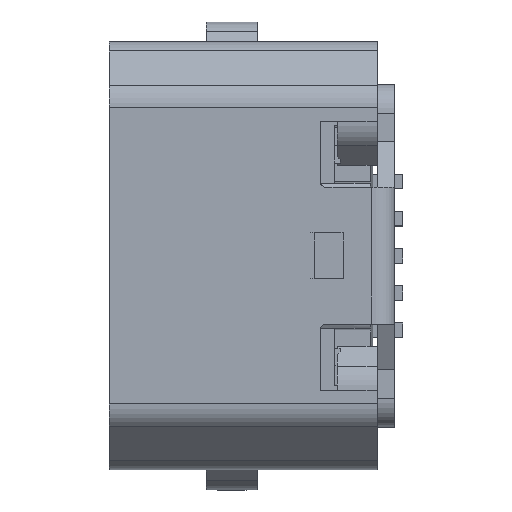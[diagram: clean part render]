
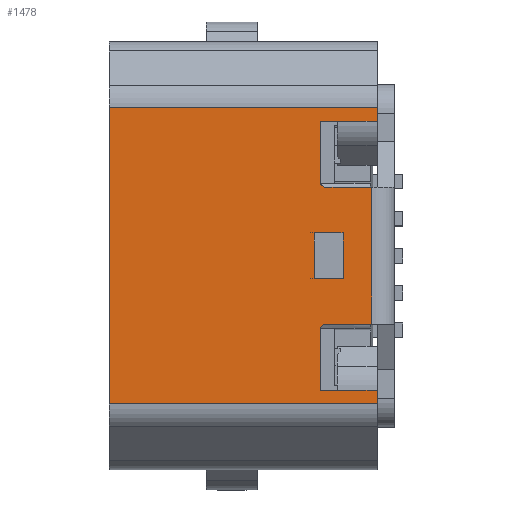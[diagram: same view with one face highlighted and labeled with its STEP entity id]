
A CAD part, top view. The second image highlights one B-rep face of the part: STEP entity #1478.
In plain terms, the highlighted planar face has unit normal (0, 0, 1).
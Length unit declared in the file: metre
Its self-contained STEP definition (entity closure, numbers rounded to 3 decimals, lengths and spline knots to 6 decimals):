
#1478 = ADVANCED_FACE( '', ( #4265, #4266 ), #4267, .T. );
#1558 = EDGE_CURVE( '', #4413, #4414, #4415, .T. );
#1602 = EDGE_CURVE( '', #4493, #4494, #4495, .T. );
#1692 = EDGE_CURVE( '', #4646, #4099, #4647, .T. );
#2068 = EDGE_CURVE( '', #5254, #4511, #5255, .T. );
#2194 = EDGE_CURVE( '', #4414, #4427, #5442, .T. );
#2322 = EDGE_CURVE( '', #4685, #4413, #5625, .T. );
#2682 = EDGE_CURVE( '', #6106, #6107, #6108, .T. );
#2686 = EDGE_CURVE( '', #6113, #4181, #6114, .T. );
#2716 = EDGE_CURVE( '', #5036, #6113, #6152, .T. );
#2758 = EDGE_CURVE( '', #4181, #6208, #6209, .T. );
#2836 = EDGE_CURVE( '', #4705, #6106, #6307, .T. );
#2950 = EDGE_CURVE( '', #4109, #4494, #6453, .T. );
#3018 = EDGE_CURVE( '', #5317, #6535, #6536, .T. );
#3090 = EDGE_CURVE( '', #4685, #4427, #6618, .T. );
#3146 = EDGE_CURVE( '', #6535, #6208, #6688, .T. );
#3388 = EDGE_CURVE( '', #4511, #4493, #6975, .T. );
#3586 = EDGE_CURVE( '', #4646, #5036, #7207, .T. );
#3614 = EDGE_CURVE( '', #4705, #5254, #7240, .T. );
#3724 = EDGE_CURVE( '', #4109, #5317, #7367, .T. );
#3986 = EDGE_CURVE( '', #6107, #4099, #7661, .T. );
#4099 = VERTEX_POINT( '', #7795 );
#4109 = VERTEX_POINT( '', #7808 );
#4181 = VERTEX_POINT( '', #7906 );
#4265 = FACE_OUTER_BOUND( '', #8021, .T. );
#4266 = FACE_BOUND( '', #8022, .T. );
#4267 = PLANE( '', #8023 );
#4413 = VERTEX_POINT( '', #8231 );
#4414 = VERTEX_POINT( '', #8232 );
#4415 = LINE( '', #8233, #8234 );
#4427 = VERTEX_POINT( '', #8250 );
#4493 = VERTEX_POINT( '', #8339 );
#4494 = VERTEX_POINT( '', #8340 );
#4495 = LINE( '', #8341, #8342 );
#4511 = VERTEX_POINT( '', #8363 );
#4646 = VERTEX_POINT( '', #8554 );
#4647 = LINE( '', #8555, #8556 );
#4685 = VERTEX_POINT( '', #8611 );
#4705 = VERTEX_POINT( '', #8642 );
#5036 = VERTEX_POINT( '', #9103 );
#5254 = VERTEX_POINT( '', #9430 );
#5255 = LINE( '', #9431, #9432 );
#5317 = VERTEX_POINT( '', #9516 );
#5442 = LINE( '', #9694, #9695 );
#5625 = LINE( '', #9955, #9956 );
#6106 = VERTEX_POINT( '', #10707 );
#6107 = VERTEX_POINT( '', #10708 );
#6108 = LINE( '', #10709, #10710 );
#6113 = VERTEX_POINT( '', #10716 );
#6114 = LINE( '', #10717, #10718 );
#6152 = LINE( '', #10776, #10777 );
#6208 = VERTEX_POINT( '', #10858 );
#6209 = LINE( '', #10859, #10860 );
#6307 = LINE( '', #11008, #11009 );
#6453 = LINE( '', #11228, #11229 );
#6535 = VERTEX_POINT( '', #11362 );
#6536 = CIRCLE( '', #11363, 0.0001 );
#6618 = LINE( '', #11492, #11493 );
#6688 = LINE( '', #11596, #11597 );
#6975 = CIRCLE( '', #12039, 0.0001 );
#7207 = LINE( '', #12403, #12404 );
#7240 = LINE( '', #12456, #12457 );
#7367 = LINE( '', #12656, #12657 );
#7661 = LINE( '', #13126, #13127 );
#7795 = CARTESIAN_POINT( '', ( -0.001788, -0.002587, 0.002478 ) );
#7808 = CARTESIAN_POINT( '', ( 0.002812, 0.001209, 0.002478 ) );
#7906 = CARTESIAN_POINT( '', ( 0.002212, 0.002369, 0.002478 ) );
#8021 = EDGE_LOOP( '', ( #13407, #13408, #13409, #13410, #13411, #13412, #13413, #13414, #13415, #13416, #13417, #13418, #13419, #13420, #13421, #13422 ) );
#8022 = EDGE_LOOP( '', ( #13423, #13424, #13425, #13426 ) );
#8023 = AXIS2_PLACEMENT_3D( '', #13427, #13428, #13429 );
#8231 = CARTESIAN_POINT( '', ( 0.002312, 0.000409, 0.002478 ) );
#8232 = CARTESIAN_POINT( '', ( 0.002312, -0.000391, 0.002478 ) );
#8233 = CARTESIAN_POINT( '', ( 0.002312, 0.000409, 0.002478 ) );
#8234 = VECTOR( '', #13551, 1. );
#8250 = CARTESIAN_POINT( '', ( 0.001812, -0.000391, 0.002478 ) );
#8339 = CARTESIAN_POINT( '', ( 0.002012, -0.001191, 0.002478 ) );
#8340 = CARTESIAN_POINT( '', ( 0.002812, -0.001191, 0.002478 ) );
#8341 = CARTESIAN_POINT( '', ( 0.002012, -0.001191, 0.002478 ) );
#8342 = VECTOR( '', #13668, 1. );
#8363 = CARTESIAN_POINT( '', ( 0.001912, -0.001291, 0.002478 ) );
#8554 = CARTESIAN_POINT( '', ( -0.001788, 0.002606, 0.002478 ) );
#8555 = CARTESIAN_POINT( '', ( -0.001788, 0.002606, 0.002478 ) );
#8556 = VECTOR( '', #13869, 1. );
#8611 = CARTESIAN_POINT( '', ( 0.001812, 0.000409, 0.002478 ) );
#8642 = CARTESIAN_POINT( '', ( 0.002212, -0.002351, 0.002478 ) );
#9103 = CARTESIAN_POINT( '', ( 0.002912, 0.002606, 0.002478 ) );
#9430 = CARTESIAN_POINT( '', ( 0.001912, -0.002351, 0.002478 ) );
#9431 = CARTESIAN_POINT( '', ( 0.001912, -0.002351, 0.002478 ) );
#9432 = VECTOR( '', #14477, 1. );
#9516 = CARTESIAN_POINT( '', ( 0.002012, 0.001209, 0.002478 ) );
#9694 = CARTESIAN_POINT( '', ( 0.002312, -0.000391, 0.002478 ) );
#9695 = VECTOR( '', #14729, 1. );
#9955 = CARTESIAN_POINT( '', ( 0.001812, 0.000409, 0.002478 ) );
#9956 = VECTOR( '', #15021, 1. );
#10707 = CARTESIAN_POINT( '', ( 0.002912, -0.002351, 0.002478 ) );
#10708 = CARTESIAN_POINT( '', ( 0.002912, -0.002587, 0.002478 ) );
#10709 = CARTESIAN_POINT( '', ( 0.002912, -0.002351, 0.002478 ) );
#10710 = VECTOR( '', #15560, 1. );
#10716 = CARTESIAN_POINT( '', ( 0.002912, 0.002369, 0.002478 ) );
#10717 = CARTESIAN_POINT( '', ( 0.002912, 0.002369, 0.002478 ) );
#10718 = VECTOR( '', #15569, 1. );
#10776 = CARTESIAN_POINT( '', ( 0.002912, 0.002606, 0.002478 ) );
#10777 = VECTOR( '', #15616, 1. );
#10858 = CARTESIAN_POINT( '', ( 0.001912, 0.002369, 0.002478 ) );
#10859 = CARTESIAN_POINT( '', ( 0.002212, 0.002369, 0.002478 ) );
#10860 = VECTOR( '', #15694, 1. );
#11008 = CARTESIAN_POINT( '', ( 0.002212, -0.002351, 0.002478 ) );
#11009 = VECTOR( '', #15841, 1. );
#11228 = CARTESIAN_POINT( '', ( 0.002812, 0.001209, 0.002478 ) );
#11229 = VECTOR( '', #16041, 1. );
#11362 = CARTESIAN_POINT( '', ( 0.001912, 0.001309, 0.002478 ) );
#11363 = AXIS2_PLACEMENT_3D( '', #16131, #16132, #16133 );
#11492 = CARTESIAN_POINT( '', ( 0.001812, 0.000409, 0.002478 ) );
#11493 = VECTOR( '', #16260, 1. );
#11596 = CARTESIAN_POINT( '', ( 0.001912, 0.001309, 0.002478 ) );
#11597 = VECTOR( '', #16364, 1. );
#12039 = AXIS2_PLACEMENT_3D( '', #16818, #16819, #16820 );
#12403 = CARTESIAN_POINT( '', ( -0.001788, 0.002606, 0.002478 ) );
#12404 = VECTOR( '', #17163, 1. );
#12456 = CARTESIAN_POINT( '', ( 0.002212, -0.002351, 0.002478 ) );
#12457 = VECTOR( '', #17211, 1. );
#12656 = CARTESIAN_POINT( '', ( 0.002812, 0.001209, 0.002478 ) );
#12657 = VECTOR( '', #17383, 1. );
#13126 = CARTESIAN_POINT( '', ( 0.002912, -0.002587, 0.002478 ) );
#13127 = VECTOR( '', #17793, 1. );
#13407 = ORIENTED_EDGE( '', *, *, #3146, .T. );
#13408 = ORIENTED_EDGE( '', *, *, #2758, .F. );
#13409 = ORIENTED_EDGE( '', *, *, #2686, .F. );
#13410 = ORIENTED_EDGE( '', *, *, #2716, .F. );
#13411 = ORIENTED_EDGE( '', *, *, #3586, .F. );
#13412 = ORIENTED_EDGE( '', *, *, #1692, .T. );
#13413 = ORIENTED_EDGE( '', *, *, #3986, .F. );
#13414 = ORIENTED_EDGE( '', *, *, #2682, .F. );
#13415 = ORIENTED_EDGE( '', *, *, #2836, .F. );
#13416 = ORIENTED_EDGE( '', *, *, #3614, .T. );
#13417 = ORIENTED_EDGE( '', *, *, #2068, .T. );
#13418 = ORIENTED_EDGE( '', *, *, #3388, .T. );
#13419 = ORIENTED_EDGE( '', *, *, #1602, .T. );
#13420 = ORIENTED_EDGE( '', *, *, #2950, .F. );
#13421 = ORIENTED_EDGE( '', *, *, #3724, .T. );
#13422 = ORIENTED_EDGE( '', *, *, #3018, .T. );
#13423 = ORIENTED_EDGE( '', *, *, #1558, .T. );
#13424 = ORIENTED_EDGE( '', *, *, #2194, .T. );
#13425 = ORIENTED_EDGE( '', *, *, #3090, .F. );
#13426 = ORIENTED_EDGE( '', *, *, #2322, .T. );
#13427 = CARTESIAN_POINT( '', ( 0.003492, 0.000009, 0.002478 ) );
#13428 = DIRECTION( '', ( 0., 0., 1. ) );
#13429 = DIRECTION( '', ( 1., 0., 0. ) );
#13551 = DIRECTION( '', ( 0., -1., 0. ) );
#13668 = DIRECTION( '', ( 1., 0., 0. ) );
#13869 = DIRECTION( '', ( 0., -1., 0. ) );
#14477 = DIRECTION( '', ( 0., 1., 0. ) );
#14729 = DIRECTION( '', ( -1., 0., 0. ) );
#15021 = DIRECTION( '', ( 1., 0., 0. ) );
#15560 = DIRECTION( '', ( 0., -1., 0. ) );
#15569 = DIRECTION( '', ( -1., 0., 0. ) );
#15616 = DIRECTION( '', ( 0., -1., 0. ) );
#15694 = DIRECTION( '', ( -1., 0., 0. ) );
#15841 = DIRECTION( '', ( 1., 0., 0. ) );
#16041 = DIRECTION( '', ( 0., -1., 0. ) );
#16131 = CARTESIAN_POINT( '', ( 0.002012, 0.001309, 0.002478 ) );
#16132 = DIRECTION( '', ( 0., 0., -1. ) );
#16133 = DIRECTION( '', ( 0., -1., 0. ) );
#16260 = DIRECTION( '', ( 0., -1., 0. ) );
#16364 = DIRECTION( '', ( 0., 1., 0. ) );
#16818 = CARTESIAN_POINT( '', ( 0.002012, -0.001291, 0.002478 ) );
#16819 = DIRECTION( '', ( 0., 0., -1. ) );
#16820 = DIRECTION( '', ( -1., 0., 0. ) );
#17163 = DIRECTION( '', ( 1., 0., 0. ) );
#17211 = DIRECTION( '', ( -1., 0., 0. ) );
#17383 = DIRECTION( '', ( -1., 0., 0. ) );
#17793 = DIRECTION( '', ( -1., 0., 0. ) );
